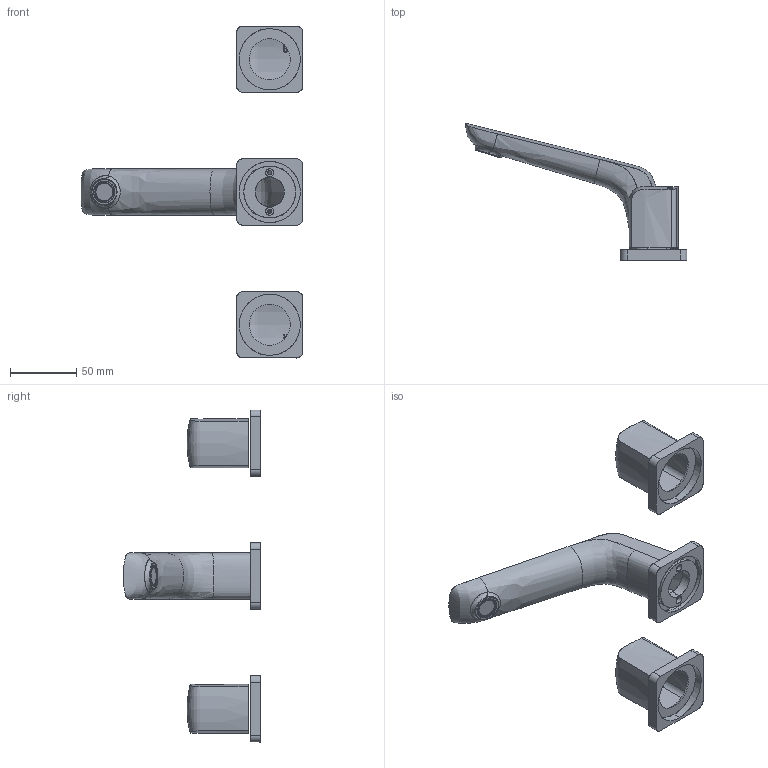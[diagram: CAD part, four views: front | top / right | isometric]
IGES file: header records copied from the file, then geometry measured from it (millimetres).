
Start section: SolidWorks IGES file using analytic representation for surfaces
Global section: file name: MG100 CHR Milli Glance Basin Set.IGS; native system: SolidWorks 2015; preprocessor: SolidWorks 2015; author: MariaD; date: 150818.091559; units: millimetre
Bounding box: 167.08 x 103.54 x 250 mm (x, y, z)
Surface area: 50793.9 mm2 (no closed solid volume)
Topology: 0 solids, 0 shells, 148 faces, 3477 edges, 3477 vertices
Faces by surface type: bspline 87, revolution 61
